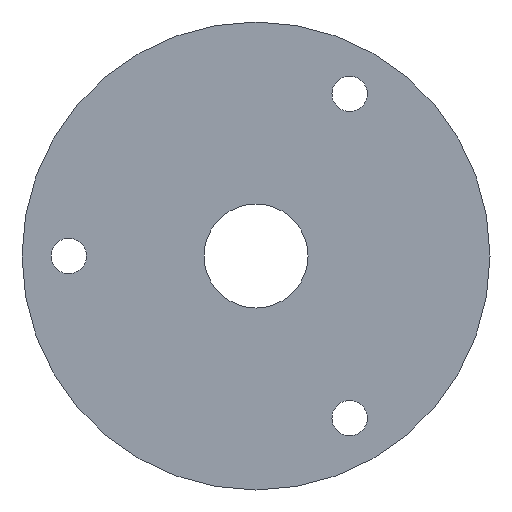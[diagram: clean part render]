
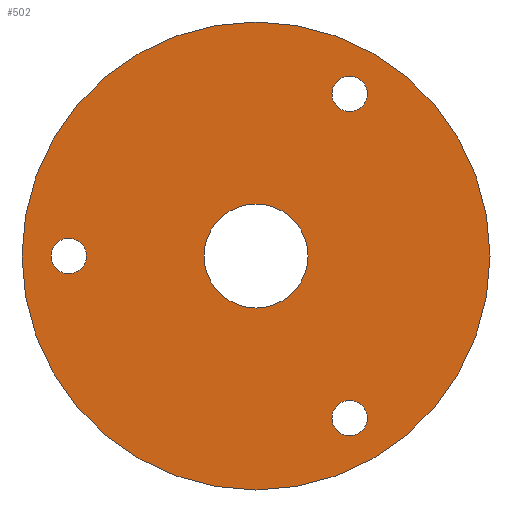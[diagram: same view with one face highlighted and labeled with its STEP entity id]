
A CAD part, left-side view. The second image highlights one B-rep face of the part: STEP entity #502.
In plain terms, the highlighted planar face has unit normal (-1, 0, 0).
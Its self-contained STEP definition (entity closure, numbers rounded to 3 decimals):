
#29 = DIRECTION ( 'NONE',  ( 1., 0., 0. ) ) ;
#31 = CIRCLE ( 'NONE', #535, 1.7 ) ;
#35 = CIRCLE ( 'NONE', #663, 1.7 ) ;
#38 = DIRECTION ( 'NONE',  ( 0., 0., -1. ) ) ;
#51 = CARTESIAN_POINT ( 'NONE',  ( -2.5, 0., -5. ) ) ;
#59 = CIRCLE ( 'NONE', #324, 22.5 ) ;
#62 = CIRCLE ( 'NONE', #98, 5. ) ;
#74 = CIRCLE ( 'NONE', #518, 5. ) ;
#76 = CARTESIAN_POINT ( 'NONE',  ( -2.5, -9., 13.888 ) ) ;
#79 = CIRCLE ( 'NONE', #509, 1.7 ) ;
#88 = FACE_BOUND ( 'NONE', #672, .T. ) ;
#90 = FACE_BOUND ( 'NONE', #454, .T. ) ;
#92 = FACE_BOUND ( 'NONE', #670, .T. ) ;
#94 = EDGE_CURVE ( 'NONE', #658, #654, #232, .T. ) ;
#96 = AXIS2_PLACEMENT_3D ( 'NONE', #585, #618, #533 ) ;
#98 = AXIS2_PLACEMENT_3D ( 'NONE', #319, #591, #373 ) ;
#99 = FACE_OUTER_BOUND ( 'NONE', #630, .T. ) ;
#102 = DIRECTION ( 'NONE',  ( 1., 0., 0. ) ) ;
#104 = PLANE ( 'NONE',  #394 ) ;
#109 = FACE_BOUND ( 'NONE', #554, .T. ) ;
#122 = CARTESIAN_POINT ( 'NONE',  ( -2.5, 0., 0. ) ) ;
#163 = CIRCLE ( 'NONE', #612, 22.5 ) ;
#170 = CARTESIAN_POINT ( 'NONE',  ( -2.5, 22.5, 0. ) ) ;
#171 = CIRCLE ( 'NONE', #699, 1.7 ) ;
#177 = CIRCLE ( 'NONE', #96, 1.7 ) ;
#178 = CARTESIAN_POINT ( 'NONE',  ( -2.5, -9., -15.588 ) ) ;
#183 = DIRECTION ( 'NONE',  ( 0., 0., -1. ) ) ;
#186 = DIRECTION ( 'NONE',  ( 1., 0., 0. ) ) ;
#190 = CARTESIAN_POINT ( 'NONE',  ( -2.5, -9., 17.288 ) ) ;
#232 = CIRCLE ( 'NONE', #525, 1.7 ) ;
#234 = EDGE_CURVE ( 'NONE', #628, #678, #177, .T. ) ;
#238 = EDGE_CURVE ( 'NONE', #388, #664, #171, .T. ) ;
#243 = DIRECTION ( 'NONE',  ( 0., 0., -1. ) ) ;
#247 = DIRECTION ( 'NONE',  ( 0., 0., -1. ) ) ;
#256 = DIRECTION ( 'NONE',  ( 1., 0., 0. ) ) ;
#278 = EDGE_CURVE ( 'NONE', #344, #610, #163, .T. ) ;
#290 = ORIENTED_EDGE ( 'NONE', *, *, #698, .T. ) ;
#293 = ORIENTED_EDGE ( 'NONE', *, *, #234, .T. ) ;
#296 = ORIENTED_EDGE ( 'NONE', *, *, #616, .T. ) ;
#301 = CARTESIAN_POINT ( 'NONE',  ( -2.5, 18., 1.7 ) ) ;
#310 = CARTESIAN_POINT ( 'NONE',  ( -2.5, -9., -13.888 ) ) ;
#319 = CARTESIAN_POINT ( 'NONE',  ( -2.5, 0., 0. ) ) ;
#324 = AXIS2_PLACEMENT_3D ( 'NONE', #122, #549, #503 ) ;
#328 = ORIENTED_EDGE ( 'NONE', *, *, #94, .T. ) ;
#344 = VERTEX_POINT ( 'NONE', #646 ) ;
#363 = CARTESIAN_POINT ( 'NONE',  ( -2.5, 18., 0. ) ) ;
#368 = CARTESIAN_POINT ( 'NONE',  ( -2.5, 0., 5. ) ) ;
#373 = DIRECTION ( 'NONE',  ( 0., 0., 1. ) ) ;
#378 = VERTEX_POINT ( 'NONE', #368 ) ;
#379 = ORIENTED_EDGE ( 'NONE', *, *, #593, .F. ) ;
#383 = ORIENTED_EDGE ( 'NONE', *, *, #596, .T. ) ;
#388 = VERTEX_POINT ( 'NONE', #190 ) ;
#390 = DIRECTION ( 'NONE',  ( 0., 0., -1. ) ) ;
#391 = ORIENTED_EDGE ( 'NONE', *, *, #238, .T. ) ;
#392 = VERTEX_POINT ( 'NONE', #51 ) ;
#394 = AXIS2_PLACEMENT_3D ( 'NONE', #170, #102, #243 ) ;
#400 = ORIENTED_EDGE ( 'NONE', *, *, #540, .T. ) ;
#407 = CARTESIAN_POINT ( 'NONE',  ( -2.5, -9., 15.588 ) ) ;
#412 = DIRECTION ( 'NONE',  ( 1., 0., 0. ) ) ;
#413 = CARTESIAN_POINT ( 'NONE',  ( -2.5, 0., 22.5 ) ) ;
#417 = CARTESIAN_POINT ( 'NONE',  ( -2.5, -9., 15.588 ) ) ;
#454 = EDGE_LOOP ( 'NONE', ( #290, #391 ) ) ;
#477 = CARTESIAN_POINT ( 'NONE',  ( -2.5, -9., -17.288 ) ) ;
#496 = DIRECTION ( 'NONE',  ( 1., 0., 0. ) ) ;
#502 = ADVANCED_FACE ( 'NONE', ( #90, #109, #88, #92, #99 ), #104, .F. ) ;
#503 = DIRECTION ( 'NONE',  ( 0., 0., 1. ) ) ;
#509 = AXIS2_PLACEMENT_3D ( 'NONE', #178, #256, #247 ) ;
#518 = AXIS2_PLACEMENT_3D ( 'NONE', #546, #573, #578 ) ;
#525 = AXIS2_PLACEMENT_3D ( 'NONE', #723, #29, #390 ) ;
#533 = DIRECTION ( 'NONE',  ( 0., 0., -1. ) ) ;
#535 = AXIS2_PLACEMENT_3D ( 'NONE', #407, #412, #626 ) ;
#538 = DIRECTION ( 'NONE',  ( 0., 0., 1. ) ) ;
#540 = EDGE_CURVE ( 'NONE', #654, #658, #79, .T. ) ;
#546 = CARTESIAN_POINT ( 'NONE',  ( -2.5, 0., 0. ) ) ;
#549 = DIRECTION ( 'NONE',  ( -1., 0., 0. ) ) ;
#554 = EDGE_LOOP ( 'NONE', ( #328, #400 ) ) ;
#563 = EDGE_CURVE ( 'NONE', #378, #392, #74, .T. ) ;
#573 = DIRECTION ( 'NONE',  ( -1., 0., 0. ) ) ;
#578 = DIRECTION ( 'NONE',  ( 0., 0., 1. ) ) ;
#585 = CARTESIAN_POINT ( 'NONE',  ( -2.5, 18., 0. ) ) ;
#591 = DIRECTION ( 'NONE',  ( -1., 0., 0. ) ) ;
#593 = EDGE_CURVE ( 'NONE', #392, #378, #62, .T. ) ;
#596 = EDGE_CURVE ( 'NONE', #610, #344, #59, .T. ) ;
#601 = DIRECTION ( 'NONE',  ( -1., 0., 0. ) ) ;
#610 = VERTEX_POINT ( 'NONE', #413 ) ;
#612 = AXIS2_PLACEMENT_3D ( 'NONE', #641, #601, #538 ) ;
#616 = EDGE_CURVE ( 'NONE', #678, #628, #35, .T. ) ;
#617 = ORIENTED_EDGE ( 'NONE', *, *, #278, .T. ) ;
#618 = DIRECTION ( 'NONE',  ( 1., 0., 0. ) ) ;
#626 = DIRECTION ( 'NONE',  ( 0., 0., -1. ) ) ;
#628 = VERTEX_POINT ( 'NONE', #651 ) ;
#630 = EDGE_LOOP ( 'NONE', ( #383, #617 ) ) ;
#641 = CARTESIAN_POINT ( 'NONE',  ( -2.5, 0., 0. ) ) ;
#646 = CARTESIAN_POINT ( 'NONE',  ( -2.5, 0., -22.5 ) ) ;
#651 = CARTESIAN_POINT ( 'NONE',  ( -2.5, 18., -1.7 ) ) ;
#654 = VERTEX_POINT ( 'NONE', #310 ) ;
#658 = VERTEX_POINT ( 'NONE', #477 ) ;
#663 = AXIS2_PLACEMENT_3D ( 'NONE', #363, #496, #183 ) ;
#664 = VERTEX_POINT ( 'NONE', #76 ) ;
#670 = EDGE_LOOP ( 'NONE', ( #717, #379 ) ) ;
#672 = EDGE_LOOP ( 'NONE', ( #293, #296 ) ) ;
#678 = VERTEX_POINT ( 'NONE', #301 ) ;
#698 = EDGE_CURVE ( 'NONE', #664, #388, #31, .T. ) ;
#699 = AXIS2_PLACEMENT_3D ( 'NONE', #417, #186, #38 ) ;
#717 = ORIENTED_EDGE ( 'NONE', *, *, #563, .F. ) ;
#723 = CARTESIAN_POINT ( 'NONE',  ( -2.5, -9., -15.588 ) ) ;
